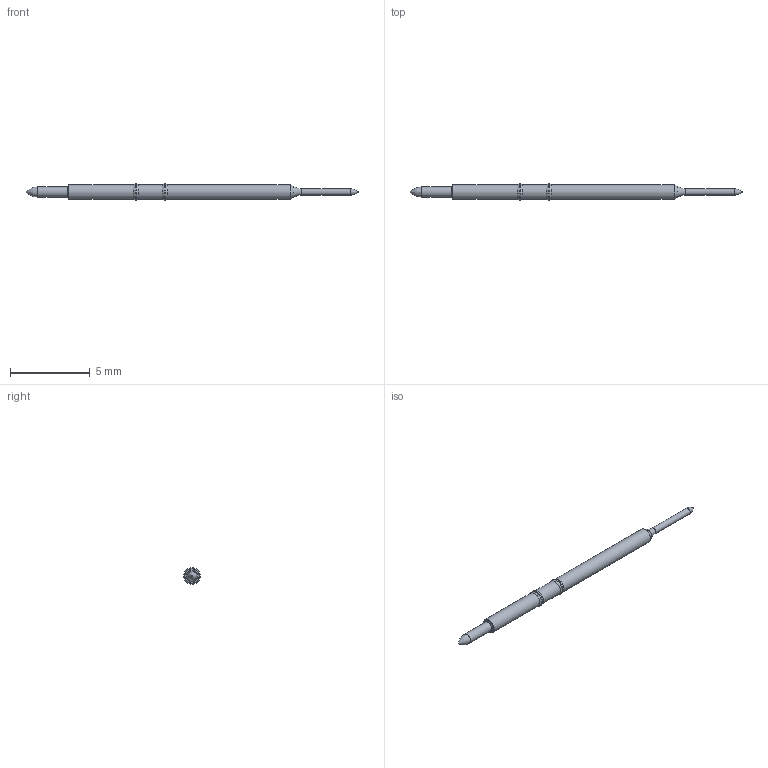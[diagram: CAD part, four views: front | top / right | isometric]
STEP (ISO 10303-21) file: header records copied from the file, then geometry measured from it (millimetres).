
FILE_DESCRIPTION (( 'STEP AP214' ), '1' );
FILE_NAME ('X50-TR-2_.STEP', '2020-11-09T20:25:39', ( '' ), ( '' ), 'SwSTEP 2.0', 'SolidWorks 2019', '' );
FILE_SCHEMA (( 'AUTOMOTIVE_DESIGN' ));
Length unit declared in the file: inch
Products named in the file (1): X50-TR-2_
Bounding box: 20.85 x 1.03 x 1.03 mm (x, y, z)
Volume: 11.1 mm3; surface area: 52.4 mm2
Topology: 1 solids, 1 shells, 21 faces, 40 edges, 22 vertices
Faces by surface type: cylinder 8, cone 5, torus 5, plane 3
Full cylindrical faces by diameter (mm): 0.025 x1, 0.406 x1, 0.635 x1, 0.94 x3, 1.029 x2
Entity records: 454 total; most frequent: DIRECTION 84, CARTESIAN_POINT 62, AXIS2_PLACEMENT_3D 42, ORIENTED_EDGE 40, EDGE_LOOP 40, FACE_OUTER_BOUND 34, ADVANCED_FACE 21, EDGE_CURVE 20
